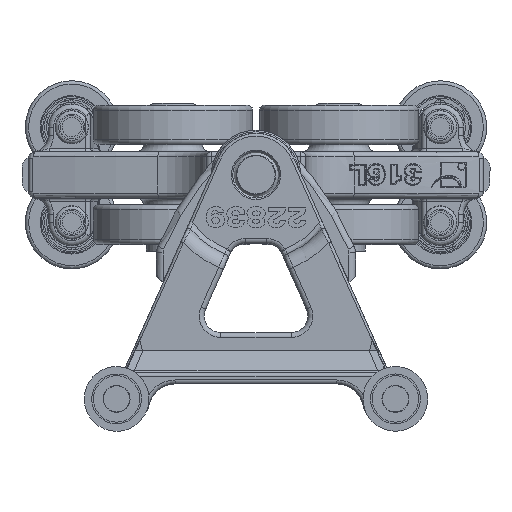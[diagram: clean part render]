
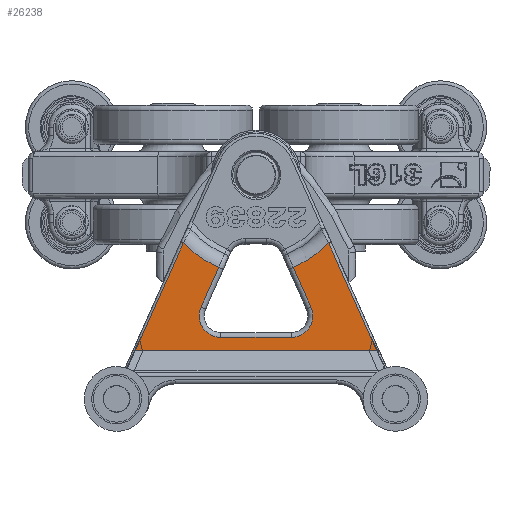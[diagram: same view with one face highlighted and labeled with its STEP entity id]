
A CAD part, left-side view. The second image highlights one B-rep face of the part: STEP entity #26238.
In plain terms, the highlighted face is planar.
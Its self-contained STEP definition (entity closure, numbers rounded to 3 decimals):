
#1354=PLANE('',#29328);
#2212=LINE('',#55200,#3374);
#2214=LINE('',#55212,#3376);
#2216=LINE('',#55224,#3378);
#2218=LINE('',#55358,#3380);
#2219=LINE('',#55360,#3381);
#2220=LINE('',#55362,#3382);
#3374=VECTOR('',#35044,10.);
#3376=VECTOR('',#35058,10.);
#3378=VECTOR('',#35072,10.);
#3380=VECTOR('',#35096,10.);
#3381=VECTOR('',#35097,10.);
#3382=VECTOR('',#35098,10.);
#5271=FACE_OUTER_BOUND('',#6908,.T.);
#6908=EDGE_LOOP('',(#22014,#22015,#22016,#22017,#22018,#22019,#22020,#22021,
#22022,#22023));
#8605=CIRCLE('',#29310,6.5);
#8609=CIRCLE('',#29316,6.5);
#8617=CIRCLE('',#29329,30.);
#8618=CIRCLE('',#29330,30.);
#11915=VERTEX_POINT('',#55182);
#11917=VERTEX_POINT('',#55196);
#11919=VERTEX_POINT('',#55202);
#11921=VERTEX_POINT('',#55208);
#11923=VERTEX_POINT('',#55214);
#11925=VERTEX_POINT('',#55220);
#11934=VERTEX_POINT('',#55355);
#11935=VERTEX_POINT('',#55357);
#11936=VERTEX_POINT('',#55359);
#11937=VERTEX_POINT('',#55361);
#15418=EDGE_CURVE('',#11915,#11917,#2212,.T.);
#15421=EDGE_CURVE('',#11917,#11919,#8605,.T.);
#15424=EDGE_CURVE('',#11919,#11921,#2214,.T.);
#15427=EDGE_CURVE('',#11921,#11923,#8609,.T.);
#15430=EDGE_CURVE('',#11923,#11925,#2216,.T.);
#15445=EDGE_CURVE('',#11934,#11915,#8617,.T.);
#15446=EDGE_CURVE('',#11935,#11934,#2218,.T.);
#15447=EDGE_CURVE('',#11935,#11936,#2219,.T.);
#15448=EDGE_CURVE('',#11937,#11936,#2220,.T.);
#15449=EDGE_CURVE('',#11925,#11937,#8618,.T.);
#22014=ORIENTED_EDGE('',*,*,#15430,.F.);
#22015=ORIENTED_EDGE('',*,*,#15427,.F.);
#22016=ORIENTED_EDGE('',*,*,#15424,.F.);
#22017=ORIENTED_EDGE('',*,*,#15421,.F.);
#22018=ORIENTED_EDGE('',*,*,#15418,.F.);
#22019=ORIENTED_EDGE('',*,*,#15445,.F.);
#22020=ORIENTED_EDGE('',*,*,#15446,.F.);
#22021=ORIENTED_EDGE('',*,*,#15447,.T.);
#22022=ORIENTED_EDGE('',*,*,#15448,.F.);
#22023=ORIENTED_EDGE('',*,*,#15449,.F.);
#26238=ADVANCED_FACE('',(#5271),#1354,.T.);
#29310=AXIS2_PLACEMENT_3D('',#55206,#35051,#35052);
#29316=AXIS2_PLACEMENT_3D('',#55218,#35065,#35066);
#29328=AXIS2_PLACEMENT_3D('',#55354,#35092,#35093);
#29329=AXIS2_PLACEMENT_3D('',#55356,#35094,#35095);
#29330=AXIS2_PLACEMENT_3D('',#55363,#35099,#35100);
#35044=DIRECTION('',(0.405,0.914,0.));
#35051=DIRECTION('center_axis',(0.,0.,1.));
#35052=DIRECTION('ref_axis',(0.838,0.545,0.));
#35058=DIRECTION('',(-1.,0.,0.));
#35065=DIRECTION('center_axis',(0.,0.,1.));
#35066=DIRECTION('ref_axis',(-0.838,0.545,0.));
#35072=DIRECTION('',(0.405,-0.914,0.));
#35092=DIRECTION('center_axis',(0.,0.,1.));
#35093=DIRECTION('ref_axis',(0.,-1.,0.));
#35094=DIRECTION('center_axis',(0.,0.,1.));
#35095=DIRECTION('ref_axis',(0.,1.,0.));
#35096=DIRECTION('',(-0.405,-0.914,0.));
#35097=DIRECTION('',(-1.,0.,0.));
#35098=DIRECTION('',(-0.405,0.914,0.));
#35099=DIRECTION('center_axis',(0.,0.,1.));
#35100=DIRECTION('ref_axis',(0.,1.,0.));
#55182=CARTESIAN_POINT('',(11.225,27.821,45.45));
#55196=CARTESIAN_POINT('',(16.559,39.868,45.45));
#55200=CARTESIAN_POINT('',(20.391,48.522,45.45));
#55202=CARTESIAN_POINT('',(10.616,49.,45.45));
#55206=CARTESIAN_POINT('Origin',(10.616,42.5,45.45));
#55208=CARTESIAN_POINT('',(-10.616,49.,45.45));
#55212=CARTESIAN_POINT('',(-9.149,49.,45.45));
#55214=CARTESIAN_POINT('',(-16.559,39.868,45.45));
#55218=CARTESIAN_POINT('Origin',(-10.616,42.5,45.45));
#55220=CARTESIAN_POINT('',(-11.225,27.821,45.45));
#55224=CARTESIAN_POINT('',(-14.452,35.109,45.45));
#55354=CARTESIAN_POINT('Origin',(0.,59.5,45.45));
#55355=CARTESIAN_POINT('',(21.882,20.522,45.45));
#55356=CARTESIAN_POINT('Origin',(0.,0.,45.45));
#55357=CARTESIAN_POINT('',(36.356,52.937,45.45));
#55358=CARTESIAN_POINT('',(35.997,52.399,45.45));
#55359=CARTESIAN_POINT('',(-36.356,52.937,45.45));
#55360=CARTESIAN_POINT('',(0.,52.937,45.45));
#55361=CARTESIAN_POINT('',(-21.882,20.522,45.45));
#55362=CARTESIAN_POINT('',(-21.712,20.137,45.45));
#55363=CARTESIAN_POINT('Origin',(0.,0.,45.45));
